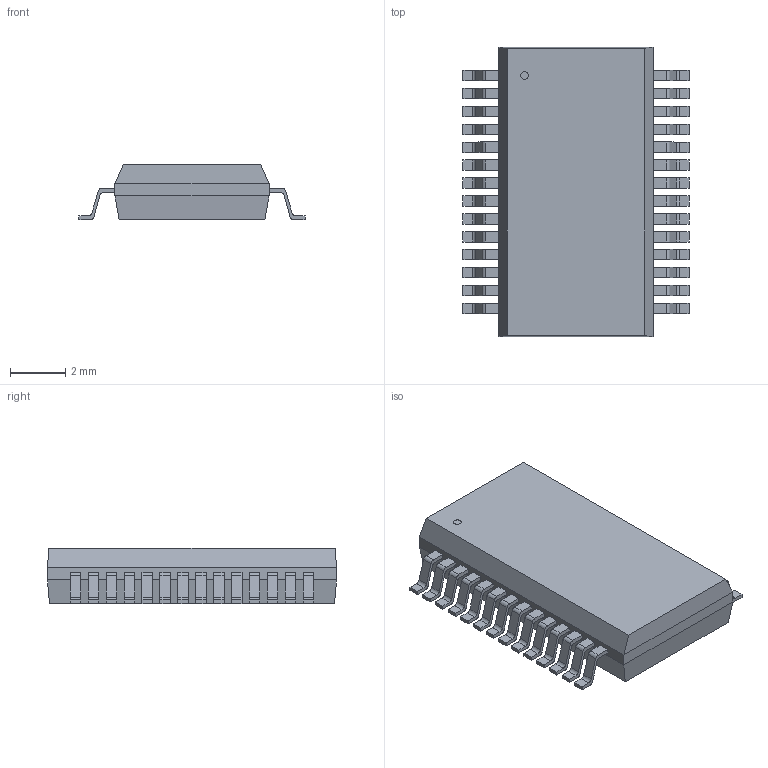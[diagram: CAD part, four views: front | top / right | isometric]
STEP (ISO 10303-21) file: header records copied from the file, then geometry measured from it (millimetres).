
FILE_DESCRIPTION(('STEP AP214'),'1');
FILE_NAME('DB28-M','2019-02-02T17:26:12',(''),(''),'','','');
FILE_SCHEMA(('AUTOMOTIVE_DESIGN'));
Length unit declared in the file: millimetre
Products named in the file (1): product
Bounding box: 8.2 x 10.49 x 2.01 mm (x, y, z)
Volume: 2.8 mm3; surface area: 231.9 mm2
Topology: 29 solids, 43 shells, 409 faces, 1067 edges, 730 vertices
Faces by surface type: plane 296, cylinder 113
Full cylindrical faces by diameter (mm): 0.279 x1
Entity records: 13006 total; most frequent: CARTESIAN_POINT 2235, DIRECTION 2170, ORIENTED_EDGE 2076, EDGE_CURVE 1066, LINE 840, VECTOR 840, VERTEX_POINT 786, AXIS2_PLACEMENT_3D 665
